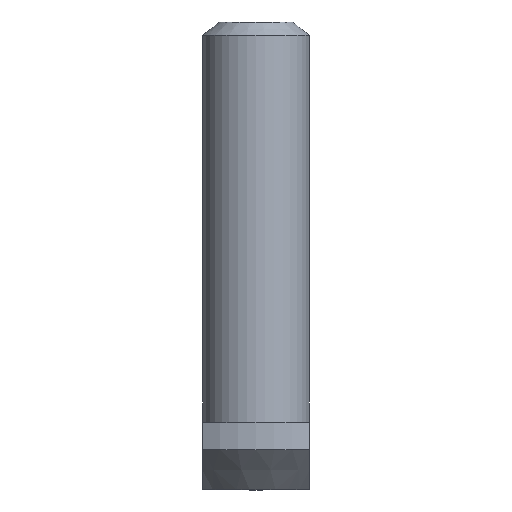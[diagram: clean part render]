
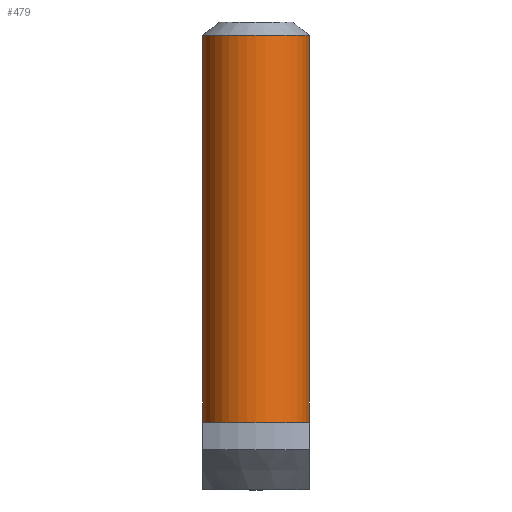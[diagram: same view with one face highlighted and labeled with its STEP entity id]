
A CAD part, top view. The second image highlights one B-rep face of the part: STEP entity #479.
In plain terms, the highlighted cylindrical face has radius 4 mm (diameter 8 mm), a partial arc.
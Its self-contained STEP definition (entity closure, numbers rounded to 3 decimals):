
#19 = EDGE_CURVE ( 'NONE', #69, #56, #357, .T. ) ;
#20 = ORIENTED_EDGE ( 'NONE', *, *, #19, .F. ) ;
#40 = CARTESIAN_POINT ( 'NONE',  ( 4., 29., 0. ) ) ;
#56 = VERTEX_POINT ( 'NONE', #122 ) ;
#69 = VERTEX_POINT ( 'NONE', #120 ) ;
#75 = DIRECTION ( 'NONE',  ( 0., -1., 0. ) ) ;
#85 = ORIENTED_EDGE ( 'NONE', *, *, #505, .F. ) ;
#93 = DIRECTION ( 'NONE',  ( 0., -1., 0. ) ) ;
#98 = VECTOR ( 'NONE', #93, 1000. ) ;
#120 = CARTESIAN_POINT ( 'NONE',  ( 4., 0., 0. ) ) ;
#122 = CARTESIAN_POINT ( 'NONE',  ( -4., 0., 0. ) ) ;
#128 = AXIS2_PLACEMENT_3D ( 'NONE', #455, #217, #337 ) ;
#134 = CARTESIAN_POINT ( 'NONE',  ( 0., 0., 0. ) ) ;
#142 = AXIS2_PLACEMENT_3D ( 'NONE', #134, #400, #209 ) ;
#157 = CARTESIAN_POINT ( 'NONE',  ( 0., 50., 0. ) ) ;
#197 = ORIENTED_EDGE ( 'NONE', *, *, #523, .T. ) ;
#209 = DIRECTION ( 'NONE',  ( -1., 0., 0. ) ) ;
#217 = DIRECTION ( 'NONE',  ( 0., -1., 0. ) ) ;
#238 = DIRECTION ( 'NONE',  ( -1., 0., 0. ) ) ;
#239 = EDGE_LOOP ( 'NONE', ( #85, #338, #197, #20 ) ) ;
#243 = CYLINDRICAL_SURFACE ( 'NONE', #403, 4. ) ;
#245 = DIRECTION ( 'NONE',  ( 0., -1., 0. ) ) ;
#251 = VECTOR ( 'NONE', #245, 1000. ) ;
#277 = FACE_OUTER_BOUND ( 'NONE', #239, .T. ) ;
#316 = CARTESIAN_POINT ( 'NONE',  ( -4., 29., 0. ) ) ;
#330 = EDGE_CURVE ( 'NONE', #376, #394, #472, .T. ) ;
#337 = DIRECTION ( 'NONE',  ( -1., 0., 0. ) ) ;
#338 = ORIENTED_EDGE ( 'NONE', *, *, #330, .T. ) ;
#357 = CIRCLE ( 'NONE', #142, 4. ) ;
#368 = LINE ( 'NONE', #402, #251 ) ;
#376 = VERTEX_POINT ( 'NONE', #40 ) ;
#394 = VERTEX_POINT ( 'NONE', #316 ) ;
#400 = DIRECTION ( 'NONE',  ( 0., -1., 0. ) ) ;
#402 = CARTESIAN_POINT ( 'NONE',  ( -4., 50., 0. ) ) ;
#403 = AXIS2_PLACEMENT_3D ( 'NONE', #157, #75, #238 ) ;
#443 = CARTESIAN_POINT ( 'NONE',  ( 4., 50., 0. ) ) ;
#455 = CARTESIAN_POINT ( 'NONE',  ( 0., 29., 0. ) ) ;
#472 = CIRCLE ( 'NONE', #128, 4. ) ;
#478 = LINE ( 'NONE', #443, #98 ) ;
#479 = ADVANCED_FACE ( 'CYL_2', ( #277 ), #243, .T. ) ;
#505 = EDGE_CURVE ( 'NONE', #376, #69, #478, .T. ) ;
#523 = EDGE_CURVE ( 'NONE', #394, #56, #368, .T. ) ;
